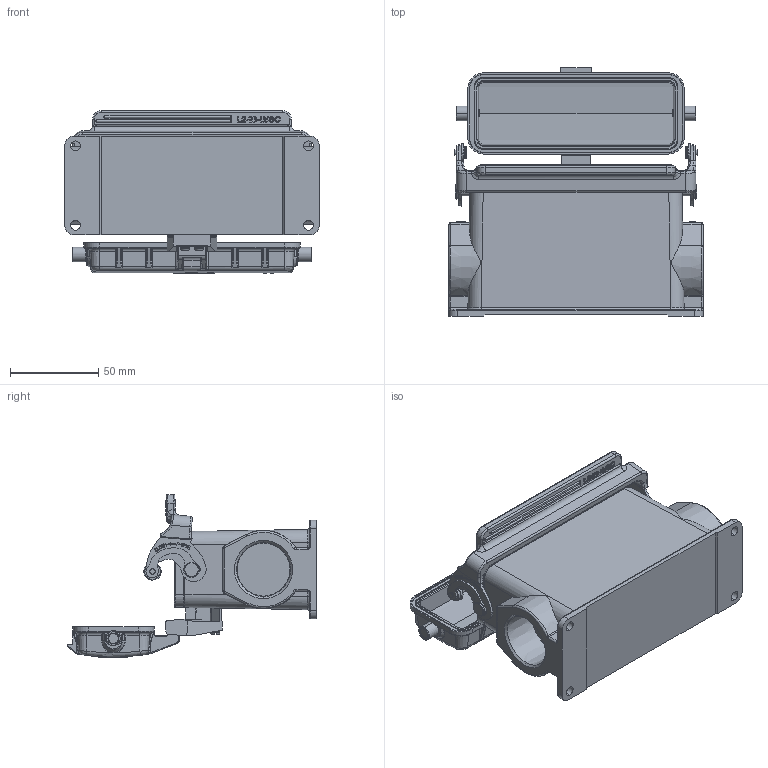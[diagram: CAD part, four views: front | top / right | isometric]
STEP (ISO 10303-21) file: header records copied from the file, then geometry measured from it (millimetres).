
FILE_DESCRIPTION(/* description */ (''),/* implementation_level */ '2;1');
FILE_NAME(/* name */ '3D_1240242615104_HV24B-SFH-1L_SC-MCV-M32_V1.1.stp',/* time_stamp */ '2024-01-15T09:41:18+08:00',/* author */ (''),/* organization */ (''),/* preprocessor_version */ 'ST-DEVELOPER v18.1',/* originating_system */ 'SIEMENS PLM Software NX 1980',/* authorisation */ '');
FILE_SCHEMA (('AUTOMOTIVE_DESIGN { 1 0 10303 214 3 1 1 1 }'));
Products named in the file (1): 14593F888800a4n1
Bounding box: 144 x 141.03 x 92.3 mm (x, y, z)
Volume: 237754.4 mm3; surface area: 109387.4 mm2
Topology: 18 solids, 33 shells, 2324 faces, 6059 edges, 3881 vertices
Faces by surface type: cylinder 949, plane 833, torus 276, bspline 121, cone 79, extrusion 45, sphere 21
Full cylindrical faces by diameter (mm): 4 x2
Entity records: 86859 total; most frequent: CARTESIAN_POINT 33860, ORIENTED_EDGE 12066, DIRECTION 9401, EDGE_CURVE 6033, VERTEX_POINT 3880, AXIS2_PLACEMENT_3D 3540, EDGE_LOOP 2483, B_SPLINE_CURVE_WITH_KNOTS 2374
